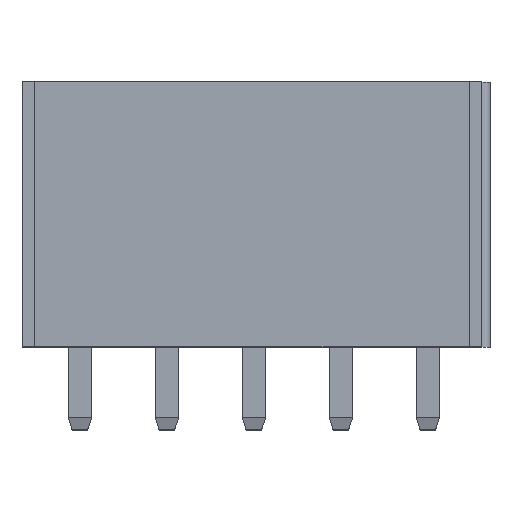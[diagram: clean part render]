
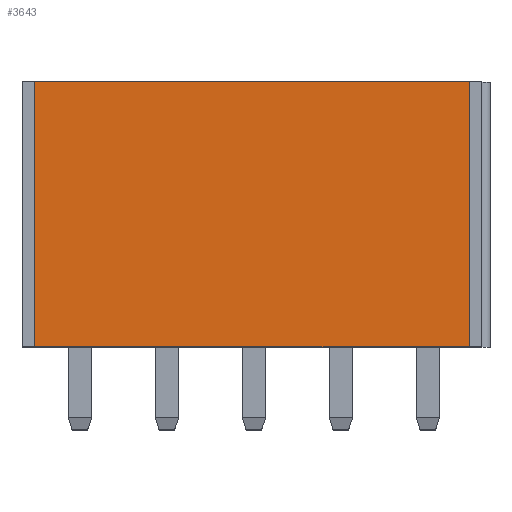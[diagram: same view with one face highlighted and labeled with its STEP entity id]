
A CAD part, top view. The second image highlights one B-rep face of the part: STEP entity #3643.
In plain terms, the highlighted planar face has unit normal (0, 0, 1).
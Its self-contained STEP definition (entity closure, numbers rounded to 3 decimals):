
#35=CARTESIAN_POINT('',(0.6,0.,-0.4));
#36=VERTEX_POINT('',#35);
#102=CARTESIAN_POINT('',(21.6,0.,-0.4));
#103=VERTEX_POINT('',#102);
#110=CARTESIAN_POINT('',(21.6,0.,-0.4));
#111=DIRECTION('',(-1.,0.,0.));
#112=VECTOR('',#111,21.);
#113=LINE('',#110,#112);
#114=EDGE_CURVE('',#103,#36,#113,.T.);
#1846=CARTESIAN_POINT('',(0.6,12.8,-0.4));
#1847=VERTEX_POINT('',#1846);
#1854=CARTESIAN_POINT('',(21.6,12.8,-0.4));
#1855=VERTEX_POINT('',#1854);
#1856=CARTESIAN_POINT('',(0.6,12.8,-0.4));
#1857=DIRECTION('',(1.,0.,0.));
#1858=VECTOR('',#1857,21.);
#1859=LINE('',#1856,#1858);
#1860=EDGE_CURVE('',#1847,#1855,#1859,.T.);
#3618=CARTESIAN_POINT('',(0.6,0.,-0.4));
#3619=DIRECTION('',(0.,1.,0.));
#3620=VECTOR('',#3619,12.8);
#3621=LINE('',#3618,#3620);
#3622=EDGE_CURVE('',#36,#1847,#3621,.T.);
#3627=CARTESIAN_POINT('',(0.,0.,-0.4));
#3628=DIRECTION('',(1.,0.,0.));
#3629=DIRECTION('',(0.,0.,1.));
#3630=AXIS2_PLACEMENT_3D('',#3627,#3629,#3628);
#3631=PLANE('',#3630);
#3632=ORIENTED_EDGE('',*,*,#1860,.F.);
#3633=ORIENTED_EDGE('',*,*,#3622,.F.);
#3634=ORIENTED_EDGE('',*,*,#114,.F.);
#3635=CARTESIAN_POINT('',(21.6,0.,-0.4));
#3636=DIRECTION('',(0.,1.,0.));
#3637=VECTOR('',#3636,12.8);
#3638=LINE('',#3635,#3637);
#3639=EDGE_CURVE('',#103,#1855,#3638,.T.);
#3640=ORIENTED_EDGE('',*,*,#3639,.T.);
#3641=EDGE_LOOP('',(#3632,#3633,#3634,#3640));
#3642=FACE_OUTER_BOUND('',#3641,.T.);
#3643=ADVANCED_FACE('',(#3642),#3631,.T.);
